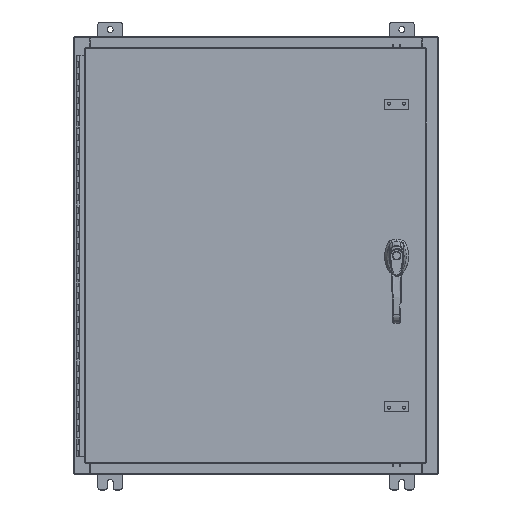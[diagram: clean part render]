
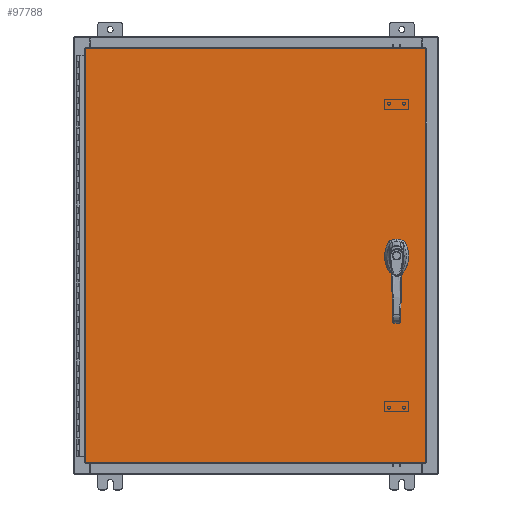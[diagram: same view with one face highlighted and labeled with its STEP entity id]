
A CAD part, top view. The second image highlights one B-rep face of the part: STEP entity #97788.
In plain terms, the highlighted planar face has unit normal (0, 0, 1).
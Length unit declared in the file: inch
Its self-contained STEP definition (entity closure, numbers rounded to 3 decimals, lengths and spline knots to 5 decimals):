
#413 = ORIENTED_EDGE ( 'NONE', *, *, #45882, .F. ) ;
#2158 = CARTESIAN_POINT ( 'NONE',  ( 11.578, 0., 0. ) ) ;
#3311 = DIRECTION ( 'NONE',  ( 0., 0., 1. ) ) ;
#4245 = CARTESIAN_POINT ( 'NONE',  ( 11.578, -1.338, 0. ) ) ;
#6318 = CIRCLE ( 'NONE', #22136, 0.1715 ) ;
#6743 = DIRECTION ( 'NONE',  ( 1., 0., 0. ) ) ;
#6881 = VECTOR ( 'NONE', #24182, 39.37008 ) ;
#7639 = VERTEX_POINT ( 'NONE', #115569 ) ;
#8223 = CARTESIAN_POINT ( 'NONE',  ( 0., 0., 0. ) ) ;
#9134 = ORIENTED_EDGE ( 'NONE', *, *, #37791, .F. ) ;
#9690 = ORIENTED_EDGE ( 'NONE', *, *, #69407, .T. ) ;
#10970 = DIRECTION ( 'NONE',  ( 1., 0., 0. ) ) ;
#11646 = VECTOR ( 'NONE', #65462, 39.37008 ) ;
#11684 = DIRECTION ( 'NONE',  ( 1., 0., 0. ) ) ;
#11967 = CARTESIAN_POINT ( 'NONE',  ( 0., -0.403, 0. ) ) ;
#13762 = DIRECTION ( 'NONE',  ( 1., 0., 0. ) ) ;
#13766 = AXIS2_PLACEMENT_3D ( 'NONE', #60019, #3311, #69573 ) ;
#14139 = EDGE_CURVE ( 'NONE', #81309, #85658, #94769, .T. ) ;
#14904 = VERTEX_POINT ( 'NONE', #72861 ) ;
#15159 = CARTESIAN_POINT ( 'NONE',  ( 11.981, -0.20023, 0. ) ) ;
#15869 = VERTEX_POINT ( 'NONE', #37405 ) ;
#16645 = ORIENTED_EDGE ( 'NONE', *, *, #71826, .F. ) ;
#17729 = DIRECTION ( 'NONE',  ( -1., 0., 0. ) ) ;
#19157 = ORIENTED_EDGE ( 'NONE', *, *, #14139, .F. ) ;
#21537 = ORIENTED_EDGE ( 'NONE', *, *, #36487, .T. ) ;
#22136 = AXIS2_PLACEMENT_3D ( 'NONE', #98120, #41237, #107701 ) ;
#22310 = EDGE_CURVE ( 'NONE', #118189, #14904, #87039, .T. ) ;
#24043 = CIRCLE ( 'NONE', #13766, 0.45 ) ;
#24182 = DIRECTION ( 'NONE',  ( 0., -1., 0. ) ) ;
#25618 = VERTEX_POINT ( 'NONE', #73139 ) ;
#26672 = EDGE_CURVE ( 'NONE', #87140, #118189, #34682, .T. ) ;
#26700 = CIRCLE ( 'NONE', #77506, 0.1715 ) ;
#28854 = CARTESIAN_POINT ( 'NONE',  ( 11.77823, -0.403, 0. ) ) ;
#29360 = DIRECTION ( 'NONE',  ( 0., 0., 1. ) ) ;
#29518 = EDGE_LOOP ( 'NONE', ( #9134, #413 ) ) ;
#32740 = VERTEX_POINT ( 'NONE', #15159 ) ;
#34682 = LINE ( 'NONE', #109790, #101509 ) ;
#36487 = EDGE_CURVE ( 'NONE', #14904, #116610, #119326, .T. ) ;
#37405 = CARTESIAN_POINT ( 'NONE',  ( 11.4065, -1.338, 0. ) ) ;
#37791 = EDGE_CURVE ( 'NONE', #25618, #15869, #6318, .T. ) ;
#40036 = CARTESIAN_POINT ( 'NONE',  ( -13.9903, 17.0063, 0. ) ) ;
#41237 = DIRECTION ( 'NONE',  ( 0., 0., 1. ) ) ;
#41716 = CARTESIAN_POINT ( 'NONE',  ( 11.175, 0.20023, 0. ) ) ;
#42509 = VECTOR ( 'NONE', #55548, 39.37008 ) ;
#44191 = AXIS2_PLACEMENT_3D ( 'NONE', #120434, #63473, #6743 ) ;
#45852 = PLANE ( 'NONE',  #111417 ) ;
#45882 = EDGE_CURVE ( 'NONE', #15869, #25618, #26700, .T. ) ;
#46299 = FACE_BOUND ( 'NONE', #108617, .T. ) ;
#47591 = EDGE_CURVE ( 'NONE', #85658, #32740, #102235, .T. ) ;
#48957 = AXIS2_PLACEMENT_3D ( 'NONE', #86181, #29360, #95749 ) ;
#49610 = LINE ( 'NONE', #50302, #71846 ) ;
#49992 = EDGE_CURVE ( 'NONE', #112048, #32740, #116786, .T. ) ;
#50285 = CIRCLE ( 'NONE', #76066, 0.45 ) ;
#50302 = CARTESIAN_POINT ( 'NONE',  ( 13.9903, 17.0063, 0. ) ) ;
#50699 = ORIENTED_EDGE ( 'NONE', *, *, #26672, .T. ) ;
#51785 = VERTEX_POINT ( 'NONE', #104407 ) ;
#52039 = EDGE_CURVE ( 'NONE', #51785, #7639, #81293, .T. ) ;
#53456 = EDGE_CURVE ( 'NONE', #68914, #80438, #67749, .T. ) ;
#54419 = ORIENTED_EDGE ( 'NONE', *, *, #107614, .F. ) ;
#55548 = DIRECTION ( 'NONE',  ( 0., -1., 0. ) ) ;
#55925 = CARTESIAN_POINT ( 'NONE',  ( 0., 0.403, 0. ) ) ;
#60019 = CARTESIAN_POINT ( 'NONE',  ( 11.578, 0., 0. ) ) ;
#62910 = EDGE_CURVE ( 'NONE', #80438, #81309, #50285, .T. ) ;
#63473 = DIRECTION ( 'NONE',  ( 0., 0., 1. ) ) ;
#65462 = DIRECTION ( 'NONE',  ( -1., 0., 0. ) ) ;
#66509 = VECTOR ( 'NONE', #78264, 39.37008 ) ;
#67713 = CARTESIAN_POINT ( 'NONE',  ( -13.9903, -17.0063, 0. ) ) ;
#67749 = LINE ( 'NONE', #84192, #42509 ) ;
#68429 = DIRECTION ( 'NONE',  ( 0., 0., 1. ) ) ;
#68697 = CIRCLE ( 'NONE', #44191, 0.45 ) ;
#68914 = VERTEX_POINT ( 'NONE', #41716 ) ;
#69102 = ORIENTED_EDGE ( 'NONE', *, *, #53456, .F. ) ;
#69407 = EDGE_CURVE ( 'NONE', #116610, #87140, #49610, .T. ) ;
#69573 = DIRECTION ( 'NONE',  ( 1., 0., 0. ) ) ;
#70517 = DIRECTION ( 'NONE',  ( 0., 0., 1. ) ) ;
#71535 = FACE_BOUND ( 'NONE', #29518, .T. ) ;
#71816 = ORIENTED_EDGE ( 'NONE', *, *, #47591, .F. ) ;
#71826 = EDGE_CURVE ( 'NONE', #112048, #51785, #24043, .T. ) ;
#71846 = VECTOR ( 'NONE', #107245, 39.37008 ) ;
#72861 = CARTESIAN_POINT ( 'NONE',  ( 13.9903, -17.0063, 0. ) ) ;
#73139 = CARTESIAN_POINT ( 'NONE',  ( 11.7495, -1.338, 0. ) ) ;
#74488 = DIRECTION ( 'NONE',  ( 0., 0., -1. ) ) ;
#76066 = AXIS2_PLACEMENT_3D ( 'NONE', #2158, #68429, #11684 ) ;
#77506 = AXIS2_PLACEMENT_3D ( 'NONE', #4245, #70517, #13762 ) ;
#78264 = DIRECTION ( 'NONE',  ( 1., 0., 0. ) ) ;
#80438 = VERTEX_POINT ( 'NONE', #115750 ) ;
#81293 = LINE ( 'NONE', #55925, #11646 ) ;
#81309 = VERTEX_POINT ( 'NONE', #112627 ) ;
#82570 = ORIENTED_EDGE ( 'NONE', *, *, #62910, .F. ) ;
#84192 = CARTESIAN_POINT ( 'NONE',  ( 11.175, 0., 0. ) ) ;
#85658 = VERTEX_POINT ( 'NONE', #28854 ) ;
#86181 = CARTESIAN_POINT ( 'NONE',  ( 11.578, 0., 0. ) ) ;
#87039 = LINE ( 'NONE', #67713, #115348 ) ;
#87140 = VERTEX_POINT ( 'NONE', #40036 ) ;
#90825 = ORIENTED_EDGE ( 'NONE', *, *, #49992, .T. ) ;
#91006 = VECTOR ( 'NONE', #97794, 39.37008 ) ;
#92735 = CARTESIAN_POINT ( 'NONE',  ( -13.9903, -17.0063, 0. ) ) ;
#93950 = ORIENTED_EDGE ( 'NONE', *, *, #52039, .F. ) ;
#94769 = LINE ( 'NONE', #11967, #66509 ) ;
#95749 = DIRECTION ( 'NONE',  ( 1., 0., 0. ) ) ;
#97788 = ADVANCED_FACE ( 'NONE', ( #71535, #122144, #46299 ), #45852, .F. ) ;
#97794 = DIRECTION ( 'NONE',  ( 0., 1., 0. ) ) ;
#98120 = CARTESIAN_POINT ( 'NONE',  ( 11.578, -1.338, 0. ) ) ;
#99966 = CARTESIAN_POINT ( 'NONE',  ( 11.981, 0.20023, 0. ) ) ;
#101509 = VECTOR ( 'NONE', #119331, 39.37008 ) ;
#102235 = CIRCLE ( 'NONE', #48957, 0.45 ) ;
#104407 = CARTESIAN_POINT ( 'NONE',  ( 11.77823, 0.403, 0. ) ) ;
#106305 = CARTESIAN_POINT ( 'NONE',  ( 13.9903, 17.0063, 0. ) ) ;
#107245 = DIRECTION ( 'NONE',  ( -1., 0., 0. ) ) ;
#107614 = EDGE_CURVE ( 'NONE', #7639, #68914, #68697, .T. ) ;
#107701 = DIRECTION ( 'NONE',  ( 1., 0., 0. ) ) ;
#108617 = EDGE_LOOP ( 'NONE', ( #90825, #71816, #19157, #82570, #69102, #54419, #93950, #16645 ) ) ;
#109790 = CARTESIAN_POINT ( 'NONE',  ( -13.9903, 17.0063, 0. ) ) ;
#110531 = CARTESIAN_POINT ( 'NONE',  ( 11.981, 0., 0. ) ) ;
#111417 = AXIS2_PLACEMENT_3D ( 'NONE', #8223, #74488, #17729 ) ;
#112048 = VERTEX_POINT ( 'NONE', #99966 ) ;
#112627 = CARTESIAN_POINT ( 'NONE',  ( 11.37777, -0.403, 0. ) ) ;
#114924 = EDGE_LOOP ( 'NONE', ( #118554, #21537, #9690, #50699 ) ) ;
#115348 = VECTOR ( 'NONE', #10970, 39.37008 ) ;
#115569 = CARTESIAN_POINT ( 'NONE',  ( 11.37777, 0.403, 0. ) ) ;
#115750 = CARTESIAN_POINT ( 'NONE',  ( 11.175, -0.20023, 0. ) ) ;
#116610 = VERTEX_POINT ( 'NONE', #106305 ) ;
#116786 = LINE ( 'NONE', #110531, #6881 ) ;
#116925 = CARTESIAN_POINT ( 'NONE',  ( 13.9903, -17.0063, 0. ) ) ;
#118189 = VERTEX_POINT ( 'NONE', #92735 ) ;
#118554 = ORIENTED_EDGE ( 'NONE', *, *, #22310, .T. ) ;
#119326 = LINE ( 'NONE', #116925, #91006 ) ;
#119331 = DIRECTION ( 'NONE',  ( 0., -1., 0. ) ) ;
#120434 = CARTESIAN_POINT ( 'NONE',  ( 11.578, 0., 0. ) ) ;
#122144 = FACE_OUTER_BOUND ( 'NONE', #114924, .T. ) ;
